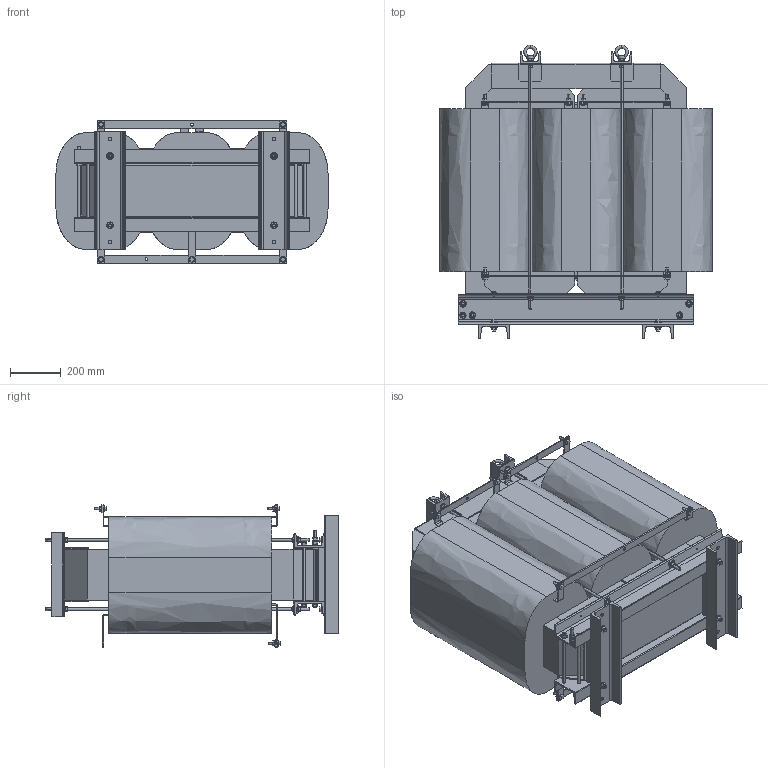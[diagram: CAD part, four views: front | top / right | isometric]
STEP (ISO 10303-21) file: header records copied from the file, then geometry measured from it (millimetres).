
FILE_DESCRIPTION (( 'STEP AP214' ), '1' );
FILE_NAME ('218856.STEP', '2020-06-09T06:45:06', ( '' ), ( '' ), 'SwSTEP 2.0', 'SolidWorks 2018', '' );
FILE_SCHEMA (( 'AUTOMOTIVE_DESIGN' ));
Length unit declared in the file: millimetre
Products named in the file (1): 218856
Bounding box: 1071 x 1156 x 560 mm (x, y, z)
Volume: 348575256.8 mm3; surface area: 6033886.5 mm2
Topology: 1 solids, 1 shells, 1421 faces, 3557 edges, 2234 vertices
Faces by surface type: plane 935, cylinder 272, cone 138, torus 48, bspline 28
Entity records: 45979 total; most frequent: CARTESIAN_POINT 12083, ORIENTED_EDGE 7114, DIRECTION 6793, EDGE_CURVE 3557, VECTOR 2457, LINE 2457, VERTEX_POINT 2234, AXIS2_PLACEMENT_3D 2168
